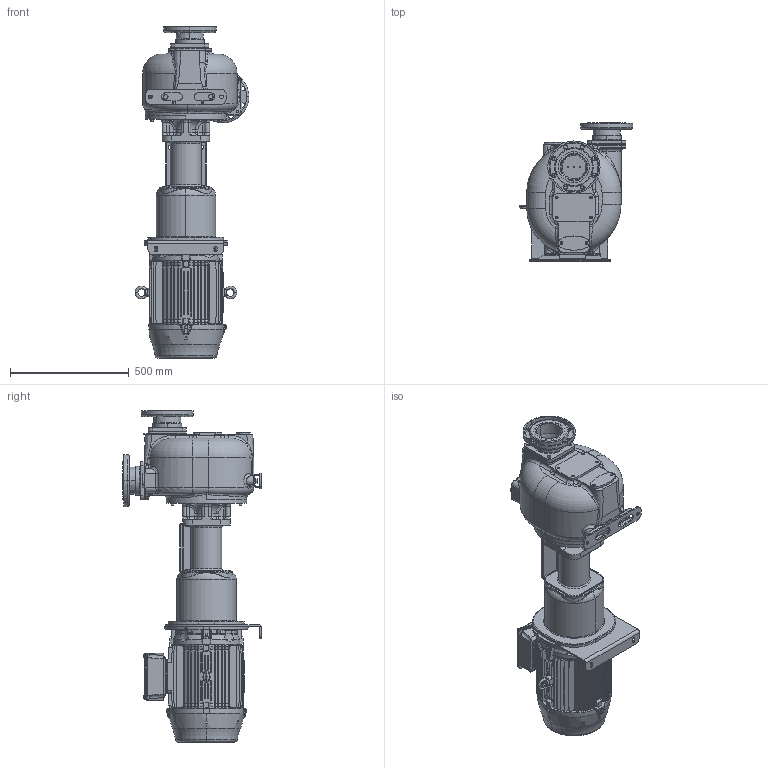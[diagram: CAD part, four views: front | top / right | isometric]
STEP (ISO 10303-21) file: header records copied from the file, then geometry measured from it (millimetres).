
FILE_DESCRIPTION((''),'2;1');
FILE_NAME('S121_K_BBT_F','2023-02-28T17:10:47',('Nicola'),(''),'CREO PARAMETRIC BY PTC INC, 2022284','CREO PARAMETRIC BY PTC INC, 2022284','');
FILE_SCHEMA(('CONFIG_CONTROL_DESIGN'));
Products named in the file (1): S121_K_BBT_F
Bounding box: 479.33 x 582 x 1397.75 mm (x, y, z)
Volume: 66620288.6 mm3; surface area: 4040768.1 mm2
Topology: 2 solids, 3 shells, 3550 faces, 9100 edges, 5706 vertices
Faces by surface type: cylinder 1182, plane 1181, cone 454, bspline 439, torus 232, sphere 53, extrusion 9
Entity records: 165809 total; most frequent: CARTESIAN_POINT 82696, ORIENTED_EDGE 18090, DIRECTION 16531, EDGE_CURVE 9045, AXIS2_PLACEMENT_3D 6474, VERTEX_POINT 5706, EDGE_LOOP 3865, VECTOR 3583
